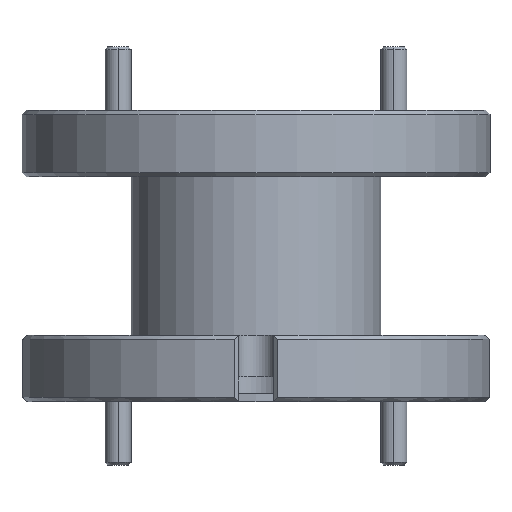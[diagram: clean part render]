
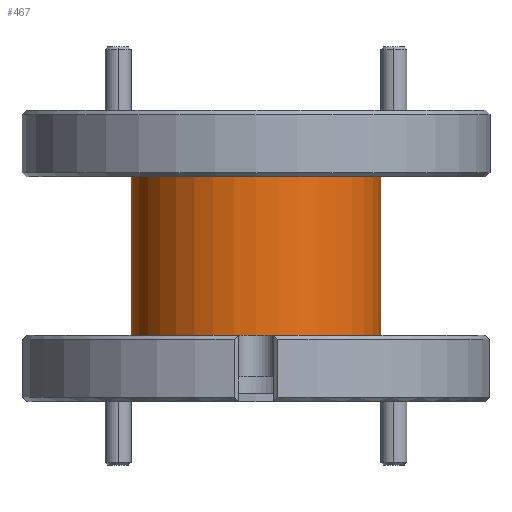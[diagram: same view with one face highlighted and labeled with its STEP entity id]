
A CAD part, left-side view. The second image highlights one B-rep face of the part: STEP entity #467.
In plain terms, the highlighted cylindrical face has radius 7.62 mm (diameter 15.24 mm), a partial arc.
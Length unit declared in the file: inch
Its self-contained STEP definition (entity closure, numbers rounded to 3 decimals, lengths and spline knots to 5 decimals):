
#58 = LINE ( 'NONE', #5519, #4863 ) ;
#124 = LINE ( 'NONE', #1972, #6120 ) ;
#223 = EDGE_LOOP ( 'NONE', ( #6461, #2794, #2546, #5723 ) ) ;
#281 = CIRCLE ( 'NONE', #4717, 0.3 ) ;
#467 = ADVANCED_FACE ( 'NONE', ( #6431 ), #5579, .T. ) ;
#1241 = DIRECTION ( 'NONE',  ( 0., 1., 0. ) ) ;
#1749 = CARTESIAN_POINT ( 'NONE',  ( 0., -0.3, -0.54 ) ) ;
#1936 = EDGE_CURVE ( 'NONE', #4909, #5750, #5125, .T. ) ;
#1972 = CARTESIAN_POINT ( 'NONE',  ( 0., 0.3, -0.7 ) ) ;
#1989 = AXIS2_PLACEMENT_3D ( 'NONE', #2761, #8793, #5464 ) ;
#2296 = CARTESIAN_POINT ( 'NONE',  ( 0., -0.3, -0.16 ) ) ;
#2360 = EDGE_CURVE ( 'NONE', #5750, #3041, #124, .T. ) ;
#2546 = ORIENTED_EDGE ( 'NONE', *, *, #2360, .T. ) ;
#2761 = CARTESIAN_POINT ( 'NONE',  ( 0., 0., -0.16 ) ) ;
#2794 = ORIENTED_EDGE ( 'NONE', *, *, #1936, .T. ) ;
#3041 = VERTEX_POINT ( 'NONE', #5231 ) ;
#3240 = AXIS2_PLACEMENT_3D ( 'NONE', #6298, #8371, #6346 ) ;
#4178 = DIRECTION ( 'NONE',  ( 0., 0., -1. ) ) ;
#4689 = DIRECTION ( 'NONE',  ( 0., 0., -1. ) ) ;
#4717 = AXIS2_PLACEMENT_3D ( 'NONE', #6738, #7403, #1241 ) ;
#4863 = VECTOR ( 'NONE', #4178, 39.37008 ) ;
#4909 = VERTEX_POINT ( 'NONE', #2296 ) ;
#5125 = CIRCLE ( 'NONE', #1989, 0.3 ) ;
#5231 = CARTESIAN_POINT ( 'NONE',  ( 0., 0.3, -0.54 ) ) ;
#5464 = DIRECTION ( 'NONE',  ( 0., 1., 0. ) ) ;
#5519 = CARTESIAN_POINT ( 'NONE',  ( 0., -0.3, -0.7 ) ) ;
#5579 = CYLINDRICAL_SURFACE ( 'NONE', #3240, 0.3 ) ;
#5723 = ORIENTED_EDGE ( 'NONE', *, *, #7169, .F. ) ;
#5750 = VERTEX_POINT ( 'NONE', #6204 ) ;
#6120 = VECTOR ( 'NONE', #4689, 39.37008 ) ;
#6204 = CARTESIAN_POINT ( 'NONE',  ( 0., 0.3, -0.16 ) ) ;
#6298 = CARTESIAN_POINT ( 'NONE',  ( 0., 0., -0.7 ) ) ;
#6346 = DIRECTION ( 'NONE',  ( 0., 1., 0. ) ) ;
#6431 = FACE_OUTER_BOUND ( 'NONE', #223, .T. ) ;
#6461 = ORIENTED_EDGE ( 'NONE', *, *, #7270, .F. ) ;
#6738 = CARTESIAN_POINT ( 'NONE',  ( 0., 0., -0.54 ) ) ;
#7169 = EDGE_CURVE ( 'NONE', #8350, #3041, #281, .T. ) ;
#7270 = EDGE_CURVE ( 'NONE', #4909, #8350, #58, .T. ) ;
#7403 = DIRECTION ( 'NONE',  ( 0., 0., -1. ) ) ;
#8350 = VERTEX_POINT ( 'NONE', #1749 ) ;
#8371 = DIRECTION ( 'NONE',  ( 0., 0., -1. ) ) ;
#8793 = DIRECTION ( 'NONE',  ( 0., 0., -1. ) ) ;
